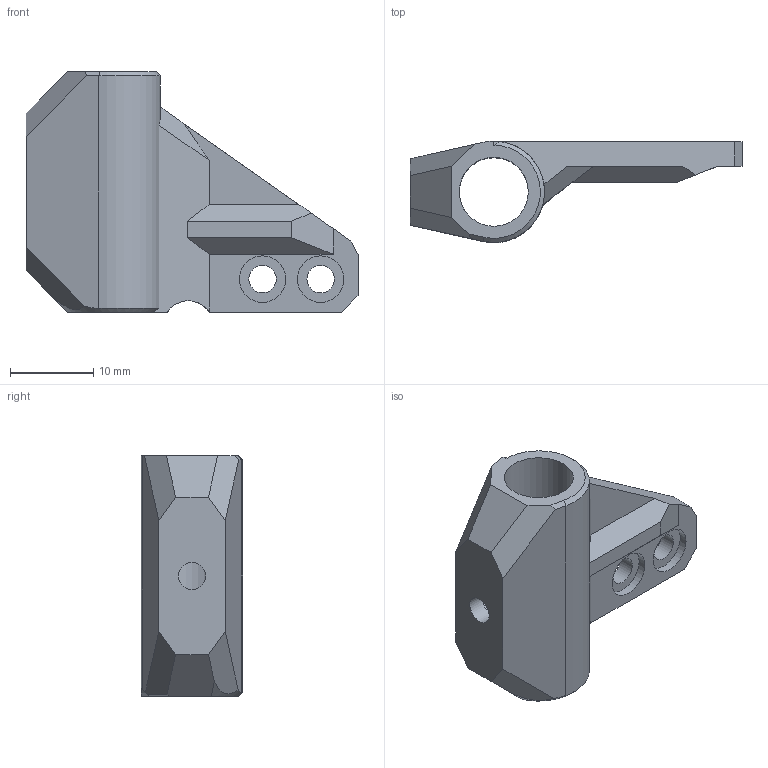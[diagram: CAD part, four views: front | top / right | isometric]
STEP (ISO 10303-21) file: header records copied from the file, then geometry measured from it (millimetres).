
FILE_DESCRIPTION(/* description */ (''),/* implementation_level */ '2;1');
FILE_NAME(/* name */ 'lj8_probe_mount.step',/* time_stamp */ '2022-06-27T14:18:56+01:00',/* author */ (''),/* organization */ (''),/* preprocessor_version */ 'ST-DEVELOPER v19',/* originating_system */ 'Autodesk Translation Framework v11.7.0.108',/* authorisation */ '');
FILE_SCHEMA (('AUTOMOTIVE_DESIGN { 1 0 10303 214 3 1 1 }'));
Length unit declared in the file: millimetre
Products named in the file (1): lj8_probe_mount
Bounding box: 40 x 12.19 x 29 mm (x, y, z)
Volume: 4363.8 mm3; surface area: 3264.8 mm2
Topology: 1 solids, 1 shells, 48 faces, 127 edges, 84 vertices
Faces by surface type: plane 37, cylinder 9, cone 2
Full cylindrical faces by diameter (mm): 3.3 x3, 5.6 x2, 8.3 x1
Entity records: 1529 total; most frequent: CARTESIAN_POINT 268, ORIENTED_EDGE 254, DIRECTION 250, EDGE_CURVE 127, LINE 94, VECTOR 94, VERTEX_POINT 84, AXIS2_PLACEMENT_3D 78
